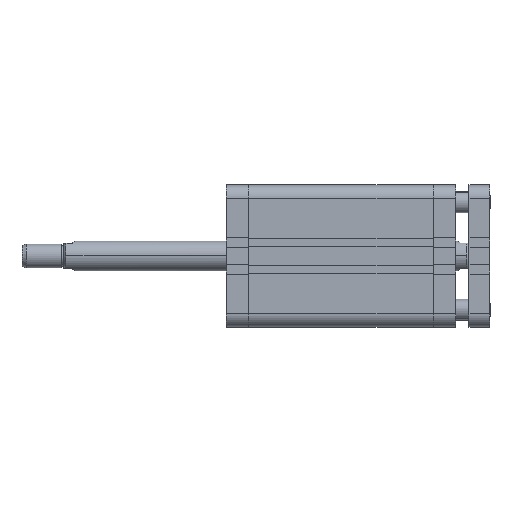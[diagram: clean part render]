
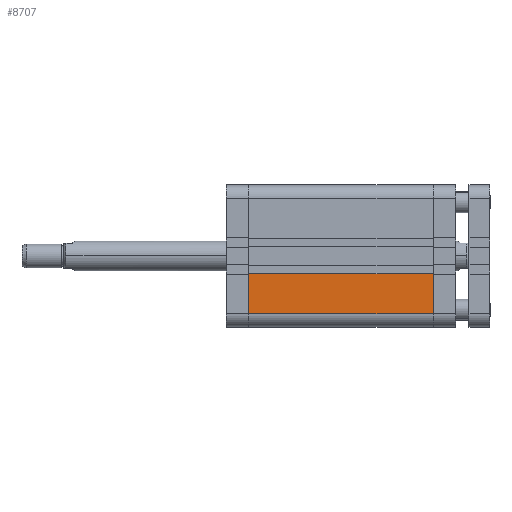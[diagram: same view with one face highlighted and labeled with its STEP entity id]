
A CAD part, front view. The second image highlights one B-rep face of the part: STEP entity #8707.
In plain terms, the highlighted planar face has unit normal (0, -1, 0).
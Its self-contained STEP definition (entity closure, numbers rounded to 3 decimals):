
#119 = DIRECTION ( 'NONE',  ( 0., 0., 1. ) ) ;
#3066 = ORIENTED_EDGE ( 'NONE', *, *, #9441, .T. ) ;
#3246 = CARTESIAN_POINT ( 'NONE',  ( 0., -47.75, -47.75 ) ) ;
#3289 = DIRECTION ( 'NONE',  ( 0., 1., 0. ) ) ;
#6073 = VECTOR ( 'NONE', #37661, 1000. ) ;
#8707 = ADVANCED_FACE ( 'NONE', ( #22968 ), #19361, .F. ) ;
#9441 = EDGE_CURVE ( 'NONE', #14642, #27667, #32238, .T. ) ;
#9840 = CARTESIAN_POINT ( 'NONE',  ( 124., -47.75, -11.8 ) ) ;
#11096 = CARTESIAN_POINT ( 'NONE',  ( 0., -47.75, -38.75 ) ) ;
#11625 = VERTEX_POINT ( 'NONE', #9840 ) ;
#11874 = EDGE_CURVE ( 'NONE', #11625, #14642, #31852, .T. ) ;
#12411 = LINE ( 'NONE', #34478, #6073 ) ;
#14642 = VERTEX_POINT ( 'NONE', #33375 ) ;
#19262 = ORIENTED_EDGE ( 'NONE', *, *, #11874, .T. ) ;
#19361 = PLANE ( 'NONE',  #25512 ) ;
#20018 = VECTOR ( 'NONE', #28665, 1000. ) ;
#20241 = CARTESIAN_POINT ( 'NONE',  ( 124., -47.75, -38.75 ) ) ;
#20460 = EDGE_CURVE ( 'NONE', #27667, #36419, #12411, .T. ) ;
#21361 = VECTOR ( 'NONE', #23689, 1000. ) ;
#22968 = FACE_OUTER_BOUND ( 'NONE', #35085, .T. ) ;
#23689 = DIRECTION ( 'NONE',  ( 0., 0., -1. ) ) ;
#24477 = EDGE_CURVE ( 'NONE', #11625, #36419, #39380, .T. ) ;
#24576 = ORIENTED_EDGE ( 'NONE', *, *, #24477, .F. ) ;
#25512 = AXIS2_PLACEMENT_3D ( 'NONE', #35906, #3289, #119 ) ;
#27667 = VERTEX_POINT ( 'NONE', #11096 ) ;
#28665 = DIRECTION ( 'NONE',  ( -1., 0., 0. ) ) ;
#30466 = ORIENTED_EDGE ( 'NONE', *, *, #20460, .T. ) ;
#30606 = VECTOR ( 'NONE', #36266, 1000. ) ;
#31852 = LINE ( 'NONE', #32255, #20018 ) ;
#32238 = LINE ( 'NONE', #3246, #30606 ) ;
#32255 = CARTESIAN_POINT ( 'NONE',  ( 124.001, -47.75, -11.8 ) ) ;
#33375 = CARTESIAN_POINT ( 'NONE',  ( 0., -47.75, -11.8 ) ) ;
#34478 = CARTESIAN_POINT ( 'NONE',  ( 124., -47.75, -38.75 ) ) ;
#35085 = EDGE_LOOP ( 'NONE', ( #19262, #3066, #30466, #24576 ) ) ;
#35906 = CARTESIAN_POINT ( 'NONE',  ( 124., -47.75, -47.75 ) ) ;
#36266 = DIRECTION ( 'NONE',  ( 0., 0., -1. ) ) ;
#36419 = VERTEX_POINT ( 'NONE', #20241 ) ;
#37661 = DIRECTION ( 'NONE',  ( 1., 0., 0. ) ) ;
#39169 = CARTESIAN_POINT ( 'NONE',  ( 124., -47.75, -47.75 ) ) ;
#39380 = LINE ( 'NONE', #39169, #21361 ) ;
